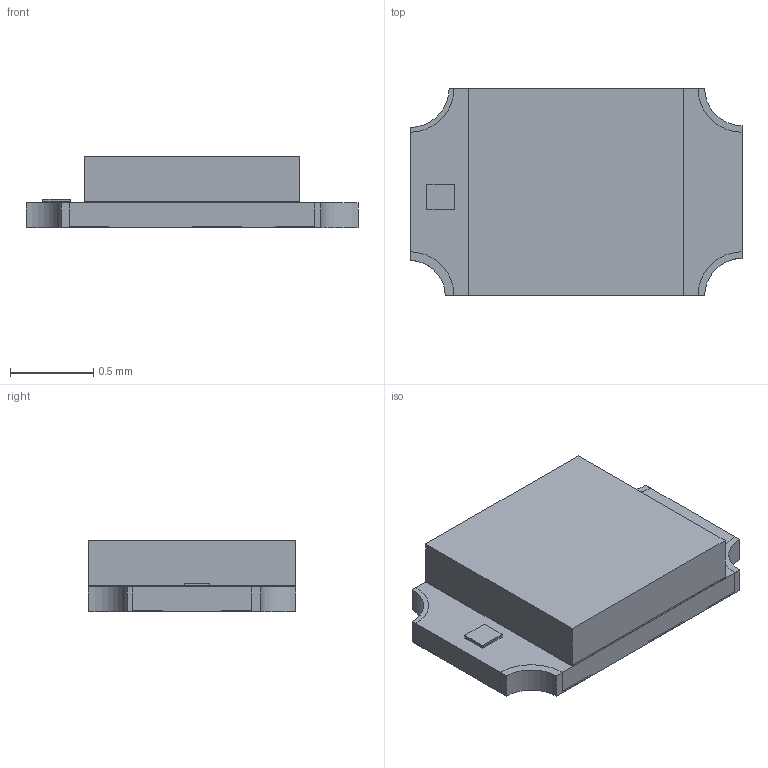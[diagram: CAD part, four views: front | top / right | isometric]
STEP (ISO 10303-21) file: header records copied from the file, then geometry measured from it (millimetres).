
FILE_DESCRIPTION(/* description */ (''),/* implementation_level */ '2;1');
FILE_NAME(/* name */ 'KPHBM-2012CGKSEKC v2.step',/* time_stamp */ '2017-11-30T21:31:31+01:00',/* author */ ('cyrexxx'),/* organization */ (''),/* preprocessor_version */ 'ST-DEVELOPER v16.13',/* originating_system */ 'Autodesk Translation Framework v6.5.0.72',/* authorisation */ '');
FILE_SCHEMA (('AUTOMOTIVE_DESIGN { 1 0 10303 214 3 1 1 }'));
Length unit declared in the file: millimetre
Products named in the file (1): KPHBM-2012CGKSEKC
Bounding box: 2 x 1.25 x 0.43 mm (x, y, z)
Volume: 0.8 mm3; surface area: 16.6 mm2
Topology: 13 solids, 13 shells, 113 faces, 252 edges, 168 vertices
Faces by surface type: plane 97, cylinder 16
Entity records: 3174 total; most frequent: CARTESIAN_POINT 534, DIRECTION 512, ORIENTED_EDGE 504, EDGE_CURVE 252, LINE 220, VECTOR 220, VERTEX_POINT 168, AXIS2_PLACEMENT_3D 146
